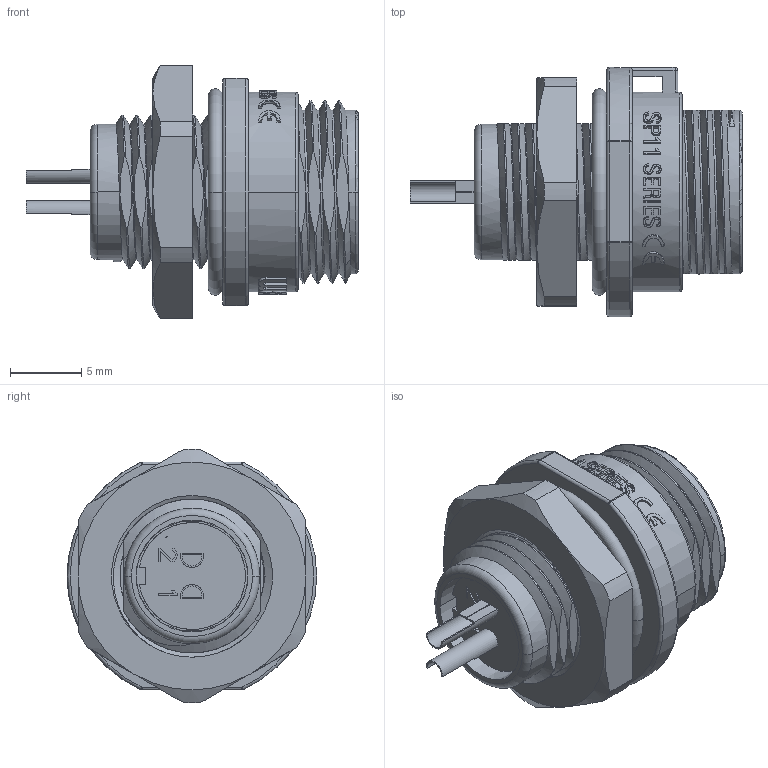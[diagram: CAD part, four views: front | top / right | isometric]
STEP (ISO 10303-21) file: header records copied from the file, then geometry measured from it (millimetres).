
FILE_DESCRIPTION((''),'2;1');
FILE_NAME('PRT0010','2020-02-20T',('Administrator'),(''),'CREO PARAMETRIC BY PTC INC, 2016130','CREO PARAMETRIC BY PTC INC, 2016130','');
FILE_SCHEMA(('CONFIG_CONTROL_DESIGN'));
Length unit declared in the file: millimetre
Products named in the file (1): PRT0010
Bounding box: 23.3 x 17.5 x 17.8 mm (x, y, z)
Volume: 2139.3 mm3; surface area: 2699.3 mm2
Topology: 1 solids, 1 shells, 610 faces, 1689 edges, 1105 vertices
Faces by surface type: plane 268, bspline 176, cylinder 117, cone 23, torus 16, sphere 10
Entity records: 31690 total; most frequent: CARTESIAN_POINT 17630, ORIENTED_EDGE 3358, DIRECTION 2187, EDGE_CURVE 1679, VERTEX_POINT 1105, VECTOR 785, LINE 785, AXIS2_PLACEMENT_3D 701
